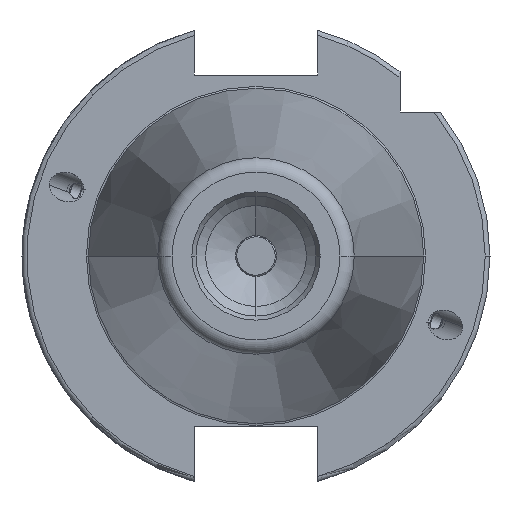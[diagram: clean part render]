
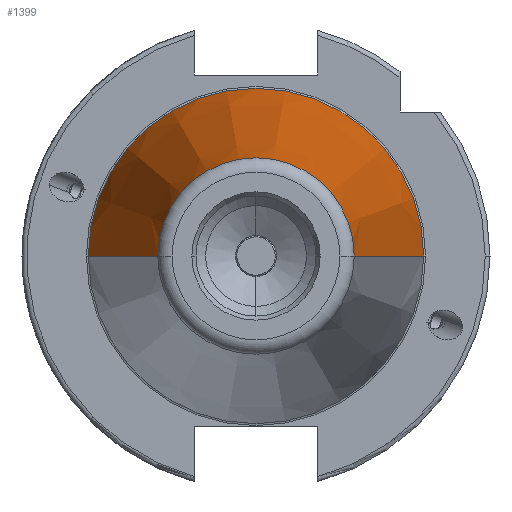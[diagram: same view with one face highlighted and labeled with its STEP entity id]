
A CAD part, left-side view. The second image highlights one B-rep face of the part: STEP entity #1399.
In plain terms, the highlighted conical face has half-angle 8.297 degrees and reference radius 34.925 mm.
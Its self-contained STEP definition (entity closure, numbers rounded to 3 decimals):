
#1399 = ADVANCED_FACE ( 'NONE', ( #6207 ), #6206, .T. ) ;
#1400 = EDGE_LOOP ( 'NONE', ( #1401, #1405, #1525, #1526 ) ) ;
#1401 = ORIENTED_EDGE ( 'NONE', *, *, #1402, .F. ) ;
#1402 = EDGE_CURVE ( 'NONE', #1403, #1404, #6201, .T. ) ;
#1403 = VERTEX_POINT ( 'NONE', #6196 ) ;
#1404 = VERTEX_POINT ( 'NONE', #6195 ) ;
#1405 = ORIENTED_EDGE ( 'NONE', *, *, #1524, .T. ) ;
#1523 = VERTEX_POINT ( 'NONE', #6391 ) ;
#1524 = EDGE_CURVE ( 'NONE', #1403, #1675, #6390, .T. ) ;
#1525 = ORIENTED_EDGE ( 'NONE', *, *, #1547, .T. ) ;
#1526 = ORIENTED_EDGE ( 'NONE', *, *, #1529, .F. ) ;
#1529 = EDGE_CURVE ( 'NONE', #1404, #1523, #6382, .T. ) ;
#1547 = EDGE_CURVE ( 'NONE', #1675, #1523, #6421, .T. ) ;
#1675 = VERTEX_POINT ( 'NONE', #6705 ) ;
#6195 = CARTESIAN_POINT ( 'NONE',  ( -99.183, 20.461, 0. ) ) ;
#6196 = CARTESIAN_POINT ( 'NONE',  ( -99.183, -20.461, 0. ) ) ;
#6197 = DIRECTION ( 'NONE',  ( 0., -1., 0. ) ) ;
#6198 = DIRECTION ( 'NONE',  ( -1., 0., 0. ) ) ;
#6199 = CARTESIAN_POINT ( 'NONE',  ( -99.183, 0., 0. ) ) ;
#6200 = AXIS2_PLACEMENT_3D ( 'NONE', #6199, #6198, #6197 ) ;
#6201 = CIRCLE ( 'NONE', #6200, 20.461 ) ;
#6202 = DIRECTION ( 'NONE',  ( 0., 1., 0. ) ) ;
#6203 = DIRECTION ( 'NONE',  ( 1., 0., 0. ) ) ;
#6204 = AXIS2_PLACEMENT_3D ( 'NONE', #6205, #6203, #6202 ) ;
#6205 = CARTESIAN_POINT ( 'NONE',  ( 0., 0., 0. ) ) ;
#6206 = CONICAL_SURFACE ( 'NONE', #6204, 34.925, 0.145 ) ;
#6207 = FACE_OUTER_BOUND ( 'NONE', #1400, .T. ) ;
#6379 = DIRECTION ( 'NONE',  ( 0.99, 0.144, 0. ) ) ;
#6380 = VECTOR ( 'NONE', #6379, 1000. ) ;
#6381 = CARTESIAN_POINT ( 'NONE',  ( 0., 34.925, 0. ) ) ;
#6382 = LINE ( 'NONE', #6381, #6380 ) ;
#6387 = DIRECTION ( 'NONE',  ( 0.99, -0.144, 0. ) ) ;
#6388 = VECTOR ( 'NONE', #6387, 1000. ) ;
#6389 = CARTESIAN_POINT ( 'NONE',  ( 0., -34.925, 0. ) ) ;
#6390 = LINE ( 'NONE', #6389, #6388 ) ;
#6391 = CARTESIAN_POINT ( 'NONE',  ( 0., 34.925, 0. ) ) ;
#6417 = DIRECTION ( 'NONE',  ( 0., -1., 0. ) ) ;
#6418 = DIRECTION ( 'NONE',  ( -1., 0., 0. ) ) ;
#6419 = CARTESIAN_POINT ( 'NONE',  ( 0., 0., 0. ) ) ;
#6420 = AXIS2_PLACEMENT_3D ( 'NONE', #6419, #6418, #6417 ) ;
#6421 = CIRCLE ( 'NONE', #6420, 34.925 ) ;
#6705 = CARTESIAN_POINT ( 'NONE',  ( 0., -34.925, 0. ) ) ;
